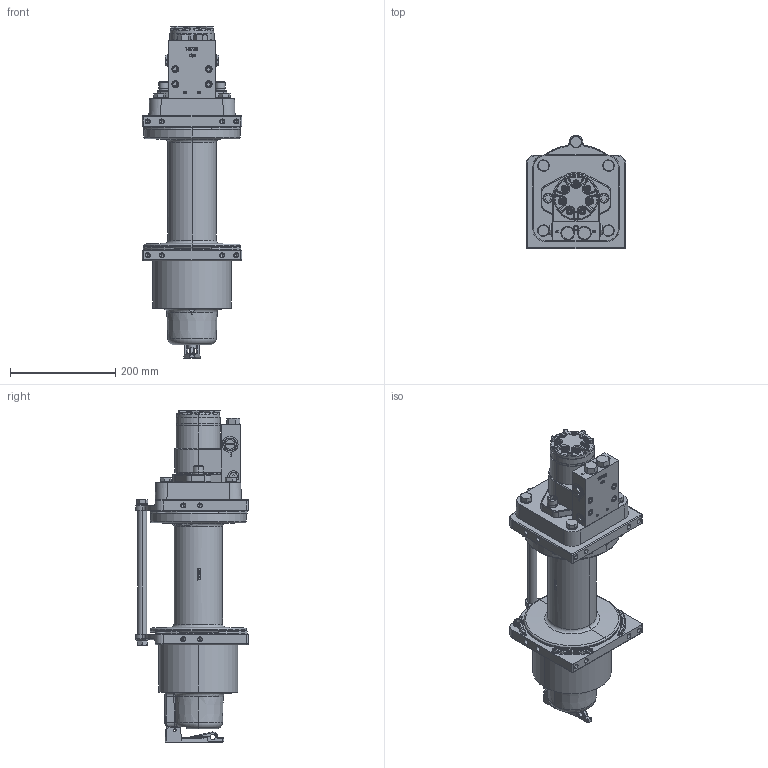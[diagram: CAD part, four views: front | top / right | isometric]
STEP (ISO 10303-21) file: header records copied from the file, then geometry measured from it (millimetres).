
FILE_DESCRIPTION((''),'2;1');
FILE_NAME('TWG-TEMP','2020-10-19T03:30:32',('Administrator'),(''),'CREO PARAMETRIC BY PTC INC, 2019030','CREO PARAMETRIC BY PTC INC, 2019030','');
FILE_SCHEMA(('AUTOMOTIVE_DESIGN { 1 0 10303 214 1 1 1 1 }'));
Products named in the file (1): TWG-TEMP
Bounding box: 188.93 x 214.31 x 630.05 mm (x, y, z)
Surface area: 580863.5 mm2 (no closed solid volume)
Topology: 0 solids, 74 shells, 2016 faces, 6340 edges, 4311 vertices
Faces by surface type: cylinder 751, plane 596, torus 307, bspline 209, cone 140, sphere 13
Entity records: 106622 total; most frequent: CARTESIAN_POINT 39784, DIRECTION 10492, ORIENTED_EDGE 10248, EDGE_CURVE 6225, VERTEX_POINT 4311, AXIS2_PLACEMENT_3D 3914, VECTOR 2661, LINE 2661
